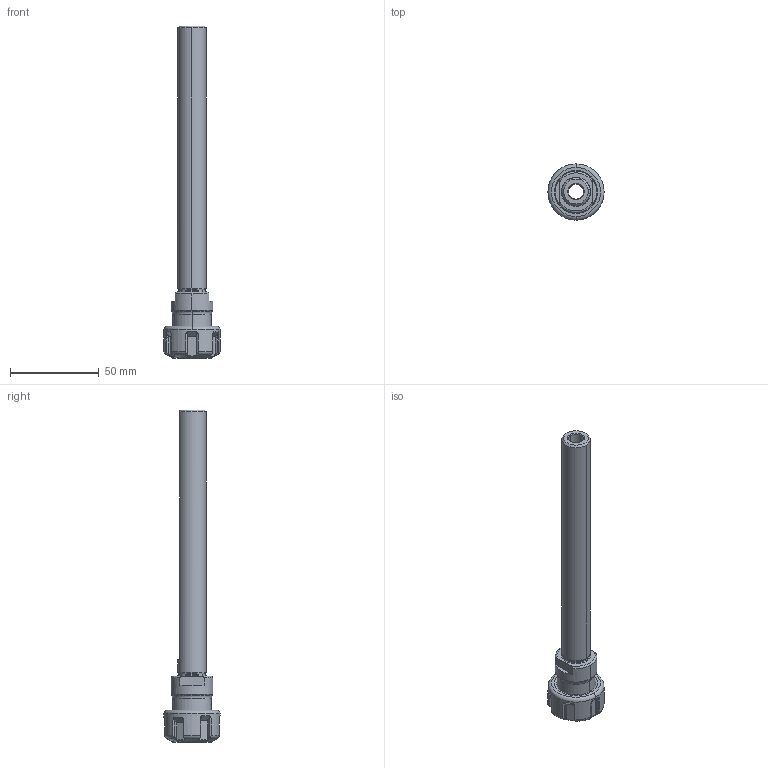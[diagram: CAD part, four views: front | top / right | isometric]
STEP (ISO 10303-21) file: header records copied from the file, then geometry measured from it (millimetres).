
FILE_DESCRIPTION((''),'2;1');
FILE_NAME('120_02_04_10','2020-09-15T',('103090'),(''),'CREO PARAMETRIC BY PTC INC, 2016260','CREO PARAMETRIC BY PTC INC, 2016260','');
FILE_SCHEMA(('CONFIG_CONTROL_DESIGN'));
Length unit declared in the file: millimetre
Products named in the file (1): 120_02_04_10
Bounding box: 31.6 x 31.6 x 187.1 mm (x, y, z)
Volume: 34200.6 mm3; surface area: 18102.1 mm2
Topology: 1 solids, 1 shells, 246 faces, 579 edges, 340 vertices
Faces by surface type: bspline 72, plane 63, cylinder 52, torus 34, cone 13, sphere 12
Entity records: 9919 total; most frequent: CARTESIAN_POINT 4777, ORIENTED_EDGE 1158, DIRECTION 888, EDGE_CURVE 579, VERTEX_POINT 340, AXIS2_PLACEMENT_3D 330, EDGE_LOOP 253, FACE_OUTER_BOUND 246
